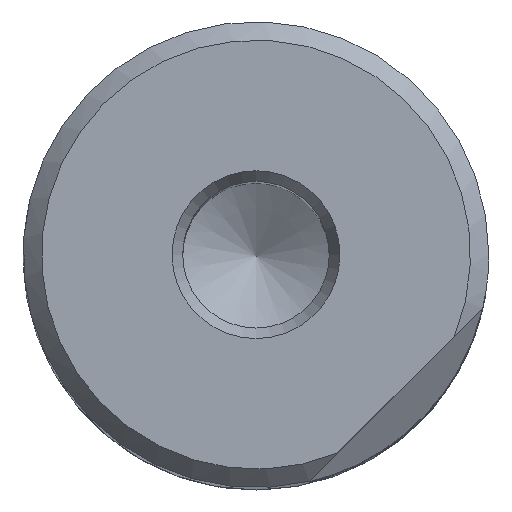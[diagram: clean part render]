
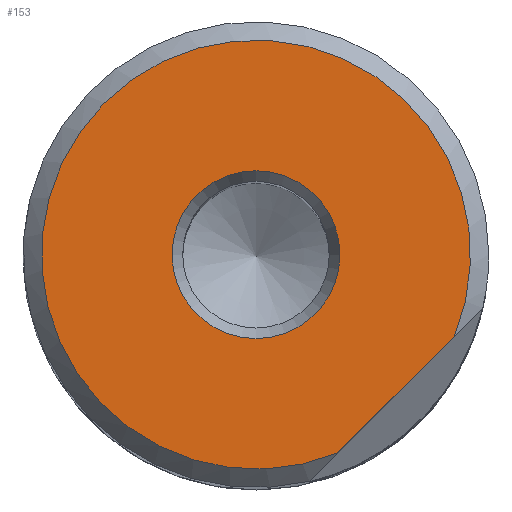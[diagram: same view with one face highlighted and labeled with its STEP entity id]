
A CAD part, top view. The second image highlights one B-rep face of the part: STEP entity #153.
In plain terms, the highlighted planar face has unit normal (0, 0, 1).
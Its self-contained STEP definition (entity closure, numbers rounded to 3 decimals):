
#34=LINE('',#1231,#42);
#42=VECTOR('',#871,1.);
#60=PLANE('',#717);
#153=ADVANCED_FACE('',(#296,#297),#60,.T.);
#296=FACE_BOUND('',#381,.T.);
#297=FACE_BOUND('',#382,.T.);
#381=EDGE_LOOP('',(#472));
#382=EDGE_LOOP('',(#473,#474));
#472=ORIENTED_EDGE('',*,*,#597,.T.);
#473=ORIENTED_EDGE('',*,*,#598,.F.);
#474=ORIENTED_EDGE('',*,*,#599,.T.);
#546=VERTEX_POINT('',#1229);
#547=VERTEX_POINT('',#1232);
#548=VERTEX_POINT('',#1233);
#597=EDGE_CURVE('',#546,#546,#651,.T.);
#598=EDGE_CURVE('',#547,#548,#34,.T.);
#599=EDGE_CURVE('',#547,#548,#652,.T.);
#651=CIRCLE('',#714,4.577);
#652=CIRCLE('',#716,11.7);
#714=AXIS2_PLACEMENT_3D('',#1228,#867,#868);
#716=AXIS2_PLACEMENT_3D('',#1234,#872,#873);
#717=AXIS2_PLACEMENT_3D('',#1235,#874,#875);
#867=DIRECTION('',(0.,0.,-1.));
#868=DIRECTION('',(1.,0.,0.));
#871=DIRECTION('',(-0.707,-0.707,0.));
#872=DIRECTION('',(0.,0.,1.));
#873=DIRECTION('',(1.,0.,0.));
#874=DIRECTION('',(0.,0.,1.));
#875=DIRECTION('',(1.,0.,0.));
#1228=CARTESIAN_POINT('',(0.,0.,0.));
#1229=CARTESIAN_POINT('',(4.577,0.,0.));
#1231=CARTESIAN_POINT('',(16.617,1.344,0.));
#1232=CARTESIAN_POINT('',(10.819,-4.455,0.));
#1233=CARTESIAN_POINT('',(4.455,-10.819,0.));
#1234=CARTESIAN_POINT('',(0.,0.,0.));
#1235=CARTESIAN_POINT('',(0.,0.,0.));
